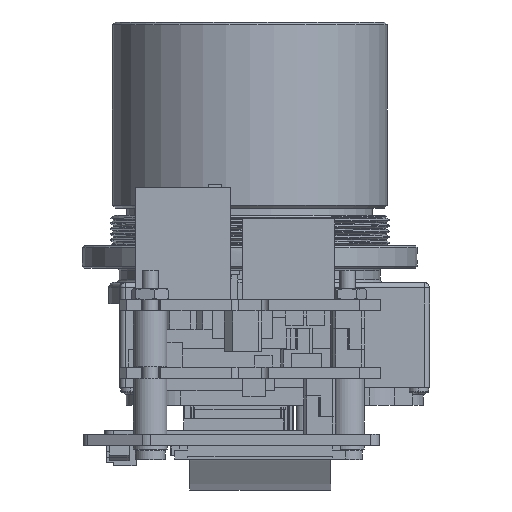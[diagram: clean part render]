
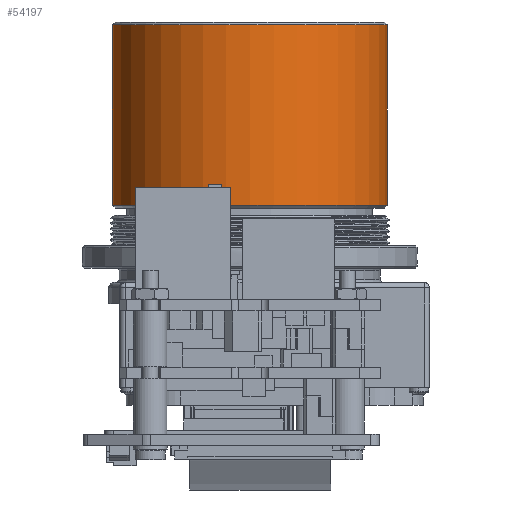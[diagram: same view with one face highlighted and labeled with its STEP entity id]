
A CAD part, left-side view. The second image highlights one B-rep face of the part: STEP entity #54197.
In plain terms, the highlighted cylindrical face has radius 19.494 mm (diameter 38.989 mm), a partial arc.
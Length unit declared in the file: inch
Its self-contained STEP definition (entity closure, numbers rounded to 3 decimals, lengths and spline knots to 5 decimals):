
#1266 = LINE ( 'NONE', #21354, #28314 ) ;
#2853 = CIRCLE ( 'NONE', #17549, 0.7675 ) ;
#4573 = CYLINDRICAL_SURFACE ( 'NONE', #20289, 0.7675 ) ;
#4899 = DIRECTION ( 'NONE',  ( 0., 0., 1. ) ) ;
#9064 = EDGE_CURVE ( 'NONE', #77360, #60959, #1266, .T. ) ;
#11702 = EDGE_CURVE ( 'NONE', #19523, #77360, #2853, .T. ) ;
#13517 = ORIENTED_EDGE ( 'NONE', *, *, #55134, .F. ) ;
#13953 = CARTESIAN_POINT ( 'NONE',  ( 0.71792, 2.04286, 2.76305 ) ) ;
#14058 = ORIENTED_EDGE ( 'NONE', *, *, #9064, .T. ) ;
#17549 = AXIS2_PLACEMENT_3D ( 'NONE', #24141, #4899, #24997 ) ;
#17646 = LINE ( 'NONE', #70407, #52521 ) ;
#19194 = AXIS2_PLACEMENT_3D ( 'NONE', #24099, #68068, #30399 ) ;
#19354 = ORIENTED_EDGE ( 'NONE', *, *, #11702, .T. ) ;
#19523 = VERTEX_POINT ( 'NONE', #54096 ) ;
#20289 = AXIS2_PLACEMENT_3D ( 'NONE', #30122, #68190, #36815 ) ;
#21354 = CARTESIAN_POINT ( 'NONE',  ( 0.71792, 0.50786, 1.75576 ) ) ;
#24099 = CARTESIAN_POINT ( 'NONE',  ( 0.71792, 1.27536, 2.76305 ) ) ;
#24141 = CARTESIAN_POINT ( 'NONE',  ( 0.71792, 1.27536, 1.75576 ) ) ;
#24997 = DIRECTION ( 'NONE',  ( 0., 1., 0. ) ) ;
#27624 = EDGE_LOOP ( 'NONE', ( #14058, #47622, #13517, #19354 ) ) ;
#28314 = VECTOR ( 'NONE', #71626, 39.37008 ) ;
#30122 = CARTESIAN_POINT ( 'NONE',  ( 0.71792, 1.27536, 0.93957 ) ) ;
#30399 = DIRECTION ( 'NONE',  ( 0., 1., 0. ) ) ;
#31720 = CARTESIAN_POINT ( 'NONE',  ( 0.71792, 0.50786, 1.75576 ) ) ;
#35715 = VERTEX_POINT ( 'NONE', #13953 ) ;
#36815 = DIRECTION ( 'NONE',  ( 0., 1., 0. ) ) ;
#39287 = CIRCLE ( 'NONE', #19194, 0.7675 ) ;
#47622 = ORIENTED_EDGE ( 'NONE', *, *, #67343, .F. ) ;
#49350 = FACE_OUTER_BOUND ( 'NONE', #27624, .T. ) ;
#52521 = VECTOR ( 'NONE', #70792, 39.37008 ) ;
#54096 = CARTESIAN_POINT ( 'NONE',  ( 0.71792, 2.04286, 1.75576 ) ) ;
#54197 = ADVANCED_FACE ( 'NONE', ( #49350 ), #4573, .T. ) ;
#55134 = EDGE_CURVE ( 'NONE', #19523, #35715, #17646, .T. ) ;
#60959 = VERTEX_POINT ( 'NONE', #73469 ) ;
#67343 = EDGE_CURVE ( 'NONE', #35715, #60959, #39287, .T. ) ;
#68068 = DIRECTION ( 'NONE',  ( 0., 0., 1. ) ) ;
#68190 = DIRECTION ( 'NONE',  ( 0., 0., 1. ) ) ;
#70407 = CARTESIAN_POINT ( 'NONE',  ( 0.71792, 2.04286, 1.75576 ) ) ;
#70792 = DIRECTION ( 'NONE',  ( 0., 0., 1. ) ) ;
#71626 = DIRECTION ( 'NONE',  ( 0., 0., 1. ) ) ;
#73469 = CARTESIAN_POINT ( 'NONE',  ( 0.71792, 0.50786, 2.76305 ) ) ;
#77360 = VERTEX_POINT ( 'NONE', #31720 ) ;
